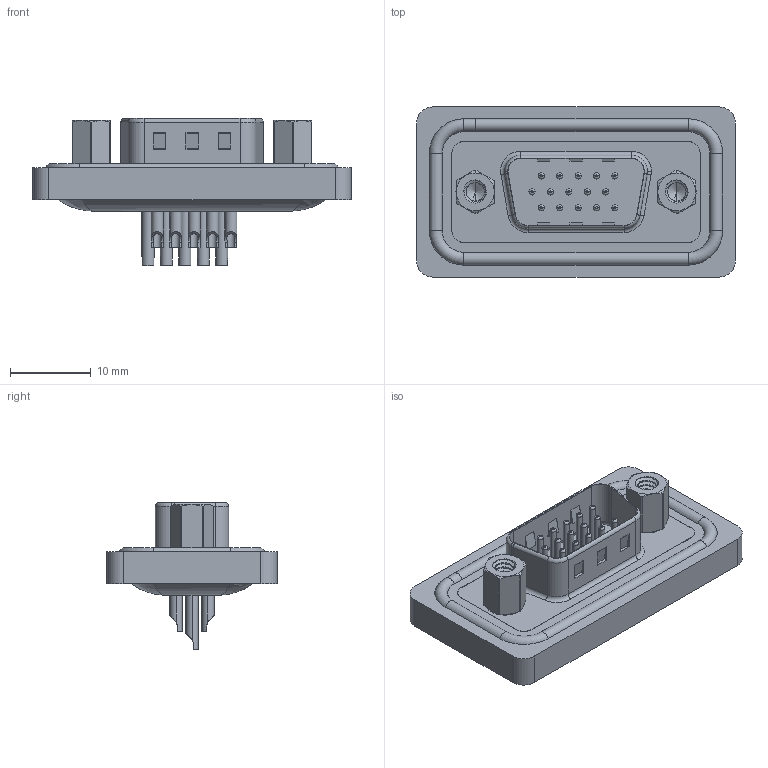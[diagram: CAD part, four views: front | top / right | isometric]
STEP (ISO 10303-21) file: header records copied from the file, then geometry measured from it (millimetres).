
FILE_DESCRIPTION (( 'STEP AP203' ), '1' );
FILE_NAME ('637-W15-222-012.STEP', '2018-11-28T16:18:48', ( '' ), ( '' ), 'SwSTEP 2.0', 'SolidWorks 2016', '' );
FILE_SCHEMA (( 'CONFIG_CONTROL_DESIGN' ));
Length unit declared in the file: millimetre
Products named in the file (9): 637W Contact Row 2_22; 637W Contact Row 3_22; 637W Waterproof Housing_15 Contacts; 637W 4-40 Threaded Rivet; 637W 4-40 Hex Standoff; 637-W15-222-012; 637W Housing_15 Contacts; 637W Shell_15 Contacts; 637W Contact Row 1_22
Assembly tree (22 placements, depth 2):
  637-W15-222-012
    637W Housing_15 Contacts
    637W Shell_15 Contacts
    637W Contact Row 1_22  x5
    637W Contact Row 2_22  x5
    637W Contact Row 3_22  x5
    637W Waterproof Housing_15 Contacts
    637W 4-40 Threaded Rivet  x2
    637W 4-40 Hex Standoff  x2
Bounding box: 39.51 x 21.1 x 18.25 mm (x, y, z)
Volume: 4052 mm3; surface area: 7010 mm2
Topology: 23 solids, 23 shells, 1031 faces, 2492 edges, 1548 vertices
Faces by surface type: cylinder 478, plane 276, torus 193, cone 62, bspline 22
Entity records: 23166 total; most frequent: CARTESIAN_POINT 7691, DIRECTION 3098, ORIENTED_EDGE 2866, EDGE_CURVE 1433, AXIS2_PLACEMENT_3D 1239, VERTEX_POINT 915, EDGE_LOOP 720, CIRCLE 640
